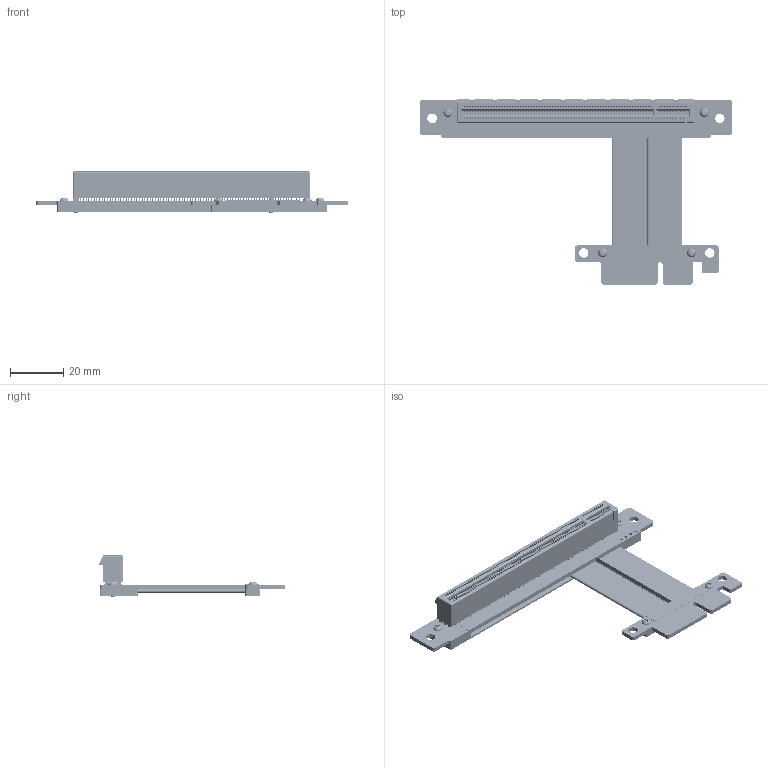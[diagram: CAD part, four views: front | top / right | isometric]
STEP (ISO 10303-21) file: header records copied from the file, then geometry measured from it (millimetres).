
FILE_DESCRIPTION(('Open CASCADE Model'),'2;1');
FILE_NAME('Open CASCADE Shape Model','2020-03-13T10:34:19',('Author'),( 'Open CASCADE'),'Open CASCADE STEP processor 6.8','Open CASCADE 6.8' ,'Unknown');
FILE_SCHEMA(('AUTOMOTIVE_DESIGN { 1 0 10303 214 1 1 1 1 }'));
Length unit declared in the file: millimetre
Products named in the file (15): PCB; Board; Open CASCADE STEP translator 6.8 9.1.1; Free-Models; Hexagon_nut_ISO_4032_(DIN_934)_-_M2_RGB9411503; G0033_RGB9411503; tape-3P_RGB0; TE_PCIe_Express_x16_(3.1mm_Pins)_RGB4404530; PCIe_Body_PCIe_x16; Pins_Internal_Pin_(Long); Pins_External_Pin_(Long); RP33R-PAD; Tape28x5_RGB0; RP22S-PAD; cable20-43
Assembly tree (183 placements, depth 4):
  PCB
    Board
      Open CASCADE STEP translator 6.8 9.1.1
    Free-Models
      Hexagon_nut_ISO_4032_(DIN_934)_-_M2_RGB9411503  x4
      G0033_RGB9411503  x4
      tape-3P_RGB0
      TE_PCIe_Express_x16_(3.1mm_Pins)_RGB4404530
        PCIe_Body_PCIe_x16
        Pins_Internal_Pin_(Long)  x82
        Pins_External_Pin_(Long)  x82
      RP33R-PAD
      Tape28x5_RGB0
      RP22S-PAD
      cable20-43  x2
Bounding box: 117.05 x 69.54 x 15.4 mm (x, y, z)
Volume: 11874 mm3; surface area: 32436.5 mm2
Topology: 260 solids, 260 shells, 7579 faces, 21274 edges, 14073 vertices
Faces by surface type: plane 4399, cylinder 2958, torus 160, cone 52, revolution 8, sphere 2
Full cylindrical faces by diameter (mm): 0.6 x160, 0.7 x164, 1.2 x4, 1.6 x164, 2 x4, 2.2 x6, 2.216 x1, 2.35 x2, 2.4 x2, 3.5 x3, 3.6 x1, 4.8 x4
Entity records: 106459 total; most frequent: CARTESIAN_POINT 17612, ORIENTED_EDGE 17098, DIRECTION 16162, EDGE_CURVE 8549, LINE 6592, VECTOR 6592, VERTEX_POINT 5643, AXIS2_PLACEMENT_3D 4784
